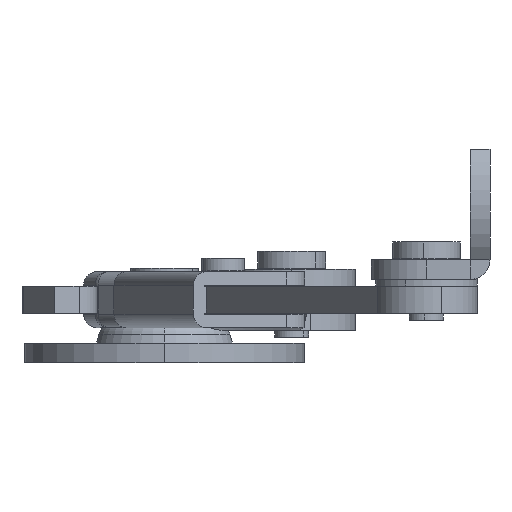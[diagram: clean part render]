
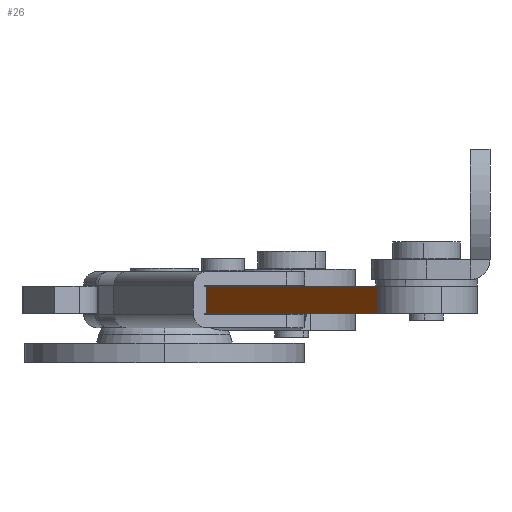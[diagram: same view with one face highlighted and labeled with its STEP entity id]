
A CAD part, left-side view. The second image highlights one B-rep face of the part: STEP entity #26.
In plain terms, the highlighted face is planar.
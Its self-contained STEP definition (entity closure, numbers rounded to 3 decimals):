
#4 = EDGE_CURVE ( 'NONE', #38, #747, #861, .T. ) ;
#26 = ADVANCED_FACE ( 'NONE', ( #901 ), #906, .F. ) ;
#27 = EDGE_LOOP ( 'NONE', ( #28, #29, #31, #32 ) ) ;
#28 = ORIENTED_EDGE ( 'NONE', *, *, #746, .T. ) ;
#29 = ORIENTED_EDGE ( 'NONE', *, *, #30, .F. ) ;
#30 = EDGE_CURVE ( 'NONE', #41, #744, #896, .T. ) ;
#31 = ORIENTED_EDGE ( 'NONE', *, *, #40, .F. ) ;
#32 = ORIENTED_EDGE ( 'NONE', *, *, #4, .T. ) ;
#38 = VERTEX_POINT ( 'NONE', #881 ) ;
#40 = EDGE_CURVE ( 'NONE', #38, #41, #947, .T. ) ;
#41 = VERTEX_POINT ( 'NONE', #943 ) ;
#744 = VERTEX_POINT ( 'NONE', #2148 ) ;
#746 = EDGE_CURVE ( 'NONE', #747, #744, #2147, .T. ) ;
#747 = VERTEX_POINT ( 'NONE', #2143 ) ;
#858 = DIRECTION ( 'NONE',  ( 0., 0., -1. ) ) ;
#859 = VECTOR ( 'NONE', #858, 1000. ) ;
#860 = CARTESIAN_POINT ( 'NONE',  ( -2., 20., 3.2 ) ) ;
#861 = LINE ( 'NONE', #860, #859 ) ;
#881 = CARTESIAN_POINT ( 'NONE',  ( -2., 20., 3.2 ) ) ;
#893 = DIRECTION ( 'NONE',  ( 0., 0., -1. ) ) ;
#894 = VECTOR ( 'NONE', #893, 1000. ) ;
#895 = CARTESIAN_POINT ( 'NONE',  ( -100., 20., 3.2 ) ) ;
#896 = LINE ( 'NONE', #895, #894 ) ;
#897 = DIRECTION ( 'NONE',  ( 1., 0., 0. ) ) ;
#898 = DIRECTION ( 'NONE',  ( 0., -1., 0. ) ) ;
#899 = CARTESIAN_POINT ( 'NONE',  ( -2., 20., 3.2 ) ) ;
#900 = AXIS2_PLACEMENT_3D ( 'NONE', #899, #898, #897 ) ;
#901 = FACE_OUTER_BOUND ( 'NONE', #27, .T. ) ;
#906 = PLANE ( 'NONE',  #900 ) ;
#943 = CARTESIAN_POINT ( 'NONE',  ( -100., 20., 3.2 ) ) ;
#944 = DIRECTION ( 'NONE',  ( -1., 0., 0. ) ) ;
#945 = VECTOR ( 'NONE', #944, 1000. ) ;
#946 = CARTESIAN_POINT ( 'NONE',  ( -2., 20., 3.2 ) ) ;
#947 = LINE ( 'NONE', #946, #945 ) ;
#2143 = CARTESIAN_POINT ( 'NONE',  ( -2., 20., 0. ) ) ;
#2144 = DIRECTION ( 'NONE',  ( -1., 0., 0. ) ) ;
#2145 = VECTOR ( 'NONE', #2144, 1000. ) ;
#2146 = CARTESIAN_POINT ( 'NONE',  ( -2., 20., 0. ) ) ;
#2147 = LINE ( 'NONE', #2146, #2145 ) ;
#2148 = CARTESIAN_POINT ( 'NONE',  ( -100., 20., 0. ) ) ;
